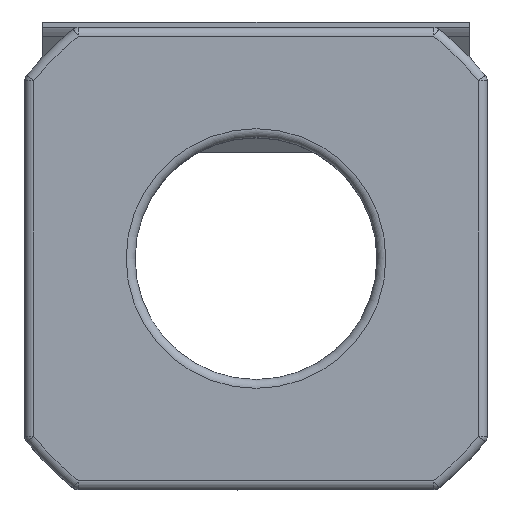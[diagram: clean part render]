
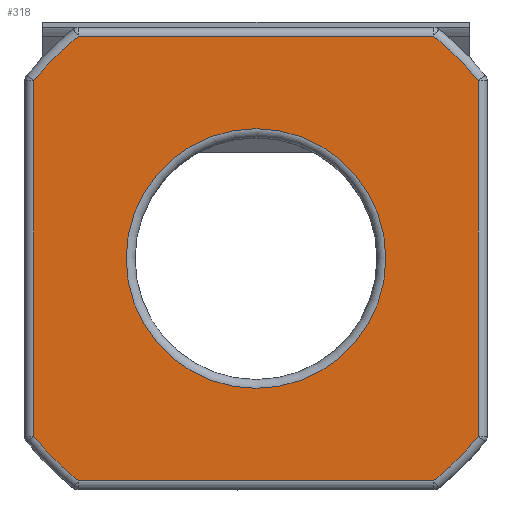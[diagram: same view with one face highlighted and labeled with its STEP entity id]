
A CAD part, top view. The second image highlights one B-rep face of the part: STEP entity #318.
In plain terms, the highlighted planar face has unit normal (0, 0, 1).
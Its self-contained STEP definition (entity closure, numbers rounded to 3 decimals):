
#318=ADVANCED_FACE('',(#399,#400),#401,.F.);
#399=FACE_BOUND('',#506,.T.);
#400=FACE_OUTER_BOUND('',#507,.T.);
#401=PLANE('',#508);
#506=EDGE_LOOP('',(#764));
#507=EDGE_LOOP('',(#765,#766,#767,#768,#769,#770,#771,#772));
#508=AXIS2_PLACEMENT_3D('',#773,#774,#775);
#764=ORIENTED_EDGE('',*,*,#999,.T.);
#765=ORIENTED_EDGE('',*,*,#1000,.T.);
#766=ORIENTED_EDGE('',*,*,#998,.T.);
#767=ORIENTED_EDGE('',*,*,#988,.T.);
#768=ORIENTED_EDGE('',*,*,#984,.T.);
#769=ORIENTED_EDGE('',*,*,#995,.T.);
#770=ORIENTED_EDGE('',*,*,#1001,.T.);
#771=ORIENTED_EDGE('',*,*,#966,.T.);
#772=ORIENTED_EDGE('',*,*,#972,.T.);
#773=CARTESIAN_POINT('',(0.,0.,0.));
#774=DIRECTION('',(0.,0.,-1.0));
#775=DIRECTION('',(0.,1.0,0.));
#966=EDGE_CURVE('',#1111,#1109,#1112,.F.);
#972=EDGE_CURVE('',#1109,#1119,#1121,.F.);
#984=EDGE_CURVE('',#1137,#1141,#1143,.T.);
#988=EDGE_CURVE('',#1145,#1137,#1148,.F.);
#995=EDGE_CURVE('',#1141,#1086,#1158,.F.);
#998=EDGE_CURVE('',#1089,#1145,#1161,.F.);
#999=EDGE_CURVE('',#1162,#1162,#1163,.T.);
#1000=EDGE_CURVE('',#1119,#1089,#1164,.F.);
#1001=EDGE_CURVE('',#1086,#1111,#1165,.T.);
#1086=VERTEX_POINT('',#1285);
#1089=VERTEX_POINT('',#1288);
#1109=VERTEX_POINT('',#1318);
#1111=VERTEX_POINT('',#1320);
#1112=CIRCLE('',#1321,8.0);
#1119=VERTEX_POINT('',#1329);
#1121=LINE('',#1331,#1332);
#1137=VERTEX_POINT('',#1358);
#1141=VERTEX_POINT('',#1362);
#1143=LINE('',#1364,#1365);
#1145=VERTEX_POINT('',#1368);
#1148=CIRCLE('',#1371,8.0);
#1158=CIRCLE('',#1386,8.0);
#1161=LINE('',#1390,#1391);
#1162=VERTEX_POINT('',#1392);
#1163=CIRCLE('',#1393,3.65);
#1164=CIRCLE('',#1394,8.0);
#1165=LINE('',#1395,#1396);
#1285=CARTESIAN_POINT('',(-4.994,-6.25,0.));
#1288=CARTESIAN_POINT('',(4.994,6.25,0.));
#1318=CARTESIAN_POINT('',(6.25,-4.994,0.));
#1320=CARTESIAN_POINT('',(4.994,-6.25,0.));
#1321=AXIS2_PLACEMENT_3D('',#1578,#1579,#1580);
#1329=CARTESIAN_POINT('',(6.25,4.994,0.));
#1331=CARTESIAN_POINT('',(6.25,5.081,0.));
#1332=VECTOR('',#1594,1.0);
#1358=CARTESIAN_POINT('',(-6.25,4.994,0.));
#1362=CARTESIAN_POINT('',(-6.25,-4.994,0.));
#1364=CARTESIAN_POINT('',(-6.25,-5.081,0.));
#1365=VECTOR('',#1614,1.0);
#1368=CARTESIAN_POINT('',(-4.994,6.25,0.));
#1371=AXIS2_PLACEMENT_3D('',#1622,#1623,#1624);
#1386=AXIS2_PLACEMENT_3D('',#1636,#1637,#1638);
#1390=CARTESIAN_POINT('',(-5.081,6.25,0.));
#1391=VECTOR('',#1643,1.0);
#1392=CARTESIAN_POINT('',(-3.65,0.,0.));
#1393=AXIS2_PLACEMENT_3D('',#1644,#1645,#1646);
#1394=AXIS2_PLACEMENT_3D('',#1647,#1648,#1649);
#1395=CARTESIAN_POINT('',(5.081,-6.25,0.));
#1396=VECTOR('',#1650,1.0);
#1578=CARTESIAN_POINT('',(0.,0.,0.));
#1579=DIRECTION('',(0.,0.,-1.0));
#1580=DIRECTION('',(-1.0,0.0,0.));
#1594=DIRECTION('',(0.,-1.0,0.));
#1614=DIRECTION('',(0.,-1.0,0.));
#1622=CARTESIAN_POINT('',(0.,0.,0.));
#1623=DIRECTION('',(0.,0.,-1.0));
#1624=DIRECTION('',(-1.0,0.0,0.));
#1636=CARTESIAN_POINT('',(0.,0.,0.));
#1637=DIRECTION('',(0.,0.,-1.0));
#1638=DIRECTION('',(-1.0,0.0,0.));
#1643=DIRECTION('',(1.0,0.,0.));
#1644=CARTESIAN_POINT('',(0.,0.,0.));
#1645=DIRECTION('',(0.,0.,-1.0));
#1646=DIRECTION('',(-1.0,0.0,0.));
#1647=CARTESIAN_POINT('',(0.,0.,0.));
#1648=DIRECTION('',(0.,0.,-1.0));
#1649=DIRECTION('',(-1.0,0.0,0.));
#1650=DIRECTION('',(1.0,0.,0.));
